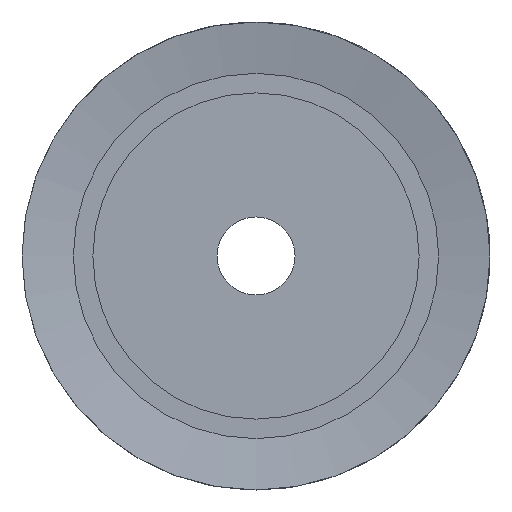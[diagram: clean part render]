
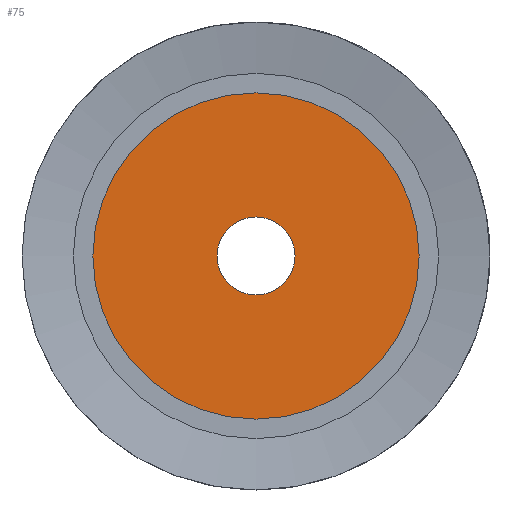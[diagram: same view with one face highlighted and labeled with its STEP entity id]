
A CAD part, left-side view. The second image highlights one B-rep face of the part: STEP entity #75.
In plain terms, the highlighted planar face has unit normal (-1, 0, 0).
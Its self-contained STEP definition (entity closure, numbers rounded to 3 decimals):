
#75 = ADVANCED_FACE( '', ( #449, #450 ), #451, .F. );
#449 = FACE_OUTER_BOUND( '', #1208, .T. );
#450 = FACE_BOUND( '', #1209, .T. );
#451 = PLANE( '', #1210 );
#1208 = EDGE_LOOP( '', ( #1967 ) );
#1209 = EDGE_LOOP( '', ( #1968 ) );
#1210 = AXIS2_PLACEMENT_3D( '', #1969, #1970, #1971 );
#1967 = ORIENTED_EDGE( '', *, *, #4982, .F. );
#1968 = ORIENTED_EDGE( '', *, *, #4983, .T. );
#1969 = CARTESIAN_POINT( '', ( 0., 0., 0. ) );
#1970 = DIRECTION( '', ( 1., 0., 0. ) );
#1971 = DIRECTION( '', ( 0., 1., 0. ) );
#4982 = EDGE_CURVE( '', #5930, #5930, #5931, .T. );
#4983 = EDGE_CURVE( '', #5932, #5932, #5933, .T. );
#5930 = VERTEX_POINT( '', #7466 );
#5931 = CIRCLE( '', #7467, 12.55 );
#5932 = VERTEX_POINT( '', #7468 );
#5933 = CIRCLE( '', #7469, 3. );
#7466 = CARTESIAN_POINT( '', ( 0., 12.55, 0. ) );
#7467 = AXIS2_PLACEMENT_3D( '', #9434, #9435, #9436 );
#7468 = CARTESIAN_POINT( '', ( 0., 0., -3. ) );
#7469 = AXIS2_PLACEMENT_3D( '', #9437, #9438, #9439 );
#9434 = CARTESIAN_POINT( '', ( 0., 0., 0. ) );
#9435 = DIRECTION( '', ( 1., 0., 0. ) );
#9436 = DIRECTION( '', ( 0., 1., 0. ) );
#9437 = CARTESIAN_POINT( '', ( 0., 0., 0. ) );
#9438 = DIRECTION( '', ( 1., 0., 0. ) );
#9439 = DIRECTION( '', ( 0., 0., -1. ) );
